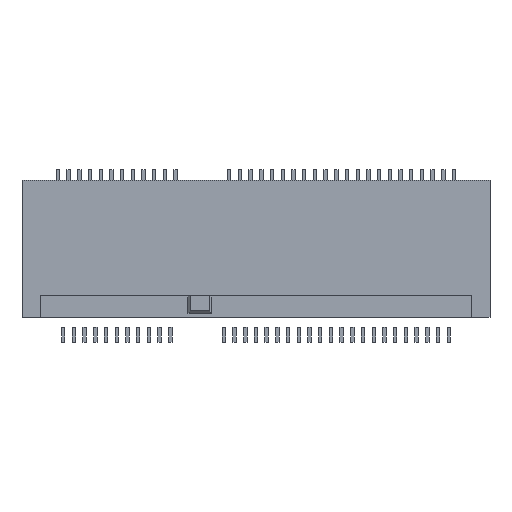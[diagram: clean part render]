
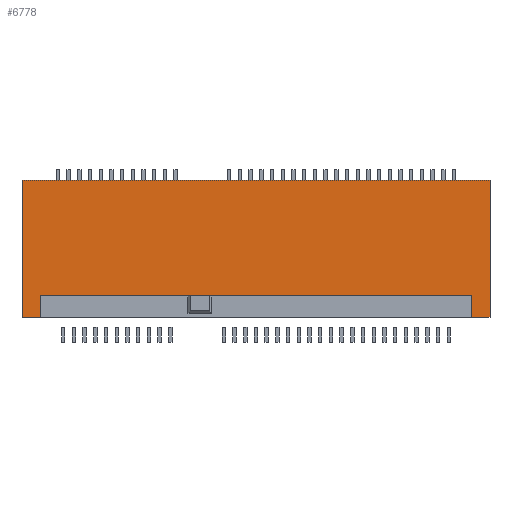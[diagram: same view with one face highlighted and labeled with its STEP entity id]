
A CAD part, front view. The second image highlights one B-rep face of the part: STEP entity #6778.
In plain terms, the highlighted planar face has unit normal (0, -1, 0).
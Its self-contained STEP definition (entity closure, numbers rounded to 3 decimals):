
#598=FACE_OUTER_BOUND('',#1028,.T.);
#1028=EDGE_LOOP('',(#5915,#5916,#5917,#5918,#5919,#5920,#5921,#5922));
#1865=LINE('',#10866,#2725);
#1873=LINE('',#10880,#2733);
#1874=LINE('',#10883,#2734);
#1876=LINE('',#10887,#2736);
#1880=LINE('',#10894,#2740);
#1881=LINE('',#10898,#2741);
#1885=LINE('',#10905,#2745);
#1887=LINE('',#10908,#2747);
#2725=VECTOR('',#8992,10.);
#2733=VECTOR('',#9006,10.);
#2734=VECTOR('',#9009,10.);
#2736=VECTOR('',#9013,10.);
#2740=VECTOR('',#9017,10.);
#2741=VECTOR('',#9020,10.);
#2745=VECTOR('',#9026,10.);
#2747=VECTOR('',#9030,10.);
#3311=VERTEX_POINT('',#10863);
#3312=VERTEX_POINT('',#10865);
#3315=VERTEX_POINT('',#10878);
#3316=VERTEX_POINT('',#10882);
#3317=VERTEX_POINT('',#10886);
#3320=VERTEX_POINT('',#10892);
#3321=VERTEX_POINT('',#10896);
#3322=VERTEX_POINT('',#10897);
#4167=EDGE_CURVE('',#3312,#3311,#1865,.T.);
#4175=EDGE_CURVE('',#3311,#3315,#1873,.T.);
#4176=EDGE_CURVE('',#3316,#3312,#1874,.T.);
#4178=EDGE_CURVE('',#3316,#3317,#1876,.T.);
#4182=EDGE_CURVE('',#3320,#3315,#1880,.T.);
#4183=EDGE_CURVE('',#3321,#3322,#1881,.T.);
#4187=EDGE_CURVE('',#3317,#3321,#1885,.T.);
#4189=EDGE_CURVE('',#3322,#3320,#1887,.T.);
#5915=ORIENTED_EDGE('',*,*,#4175,.T.);
#5916=ORIENTED_EDGE('',*,*,#4182,.F.);
#5917=ORIENTED_EDGE('',*,*,#4189,.F.);
#5918=ORIENTED_EDGE('',*,*,#4183,.F.);
#5919=ORIENTED_EDGE('',*,*,#4187,.F.);
#5920=ORIENTED_EDGE('',*,*,#4178,.F.);
#5921=ORIENTED_EDGE('',*,*,#4176,.T.);
#5922=ORIENTED_EDGE('',*,*,#4167,.T.);
#6348=PLANE('',#7298);
#6778=ADVANCED_FACE('',(#598),#6348,.F.);
#7298=AXIS2_PLACEMENT_3D('',#10911,#9034,#9035);
#8992=DIRECTION('',(1.,0.,0.));
#9006=DIRECTION('',(0.,0.,-1.));
#9009=DIRECTION('',(0.,0.,1.));
#9013=DIRECTION('',(-1.,0.,0.));
#9017=DIRECTION('',(-1.,0.,0.));
#9020=DIRECTION('',(1.,0.,0.));
#9026=DIRECTION('',(0.,0.,1.));
#9030=DIRECTION('',(0.,0.,-1.));
#9034=DIRECTION('center_axis',(0.,1.,0.));
#9035=DIRECTION('ref_axis',(1.,0.,0.));
#10863=CARTESIAN_POINT('',(10.075,0.,-2.2));
#10865=CARTESIAN_POINT('',(-10.075,0.,-2.2));
#10866=CARTESIAN_POINT('',(5.038,0.,-2.2));
#10878=CARTESIAN_POINT('',(10.075,0.,-3.2));
#10880=CARTESIAN_POINT('',(10.075,0.,-0.788));
#10882=CARTESIAN_POINT('',(-10.075,0.,-3.2));
#10883=CARTESIAN_POINT('',(-10.075,0.,-0.788));
#10886=CARTESIAN_POINT('',(-10.925,0.,-3.2));
#10887=CARTESIAN_POINT('',(10.925,0.,-3.2));
#10892=CARTESIAN_POINT('',(10.925,0.,-3.2));
#10894=CARTESIAN_POINT('',(10.925,0.,-3.2));
#10896=CARTESIAN_POINT('',(-10.925,0.,3.2));
#10897=CARTESIAN_POINT('',(10.925,0.,3.2));
#10898=CARTESIAN_POINT('',(-10.925,0.,3.2));
#10905=CARTESIAN_POINT('',(-10.925,0.,-3.2));
#10908=CARTESIAN_POINT('',(10.925,0.,3.2));
#10911=CARTESIAN_POINT('Origin',(0.,0.,0.));
